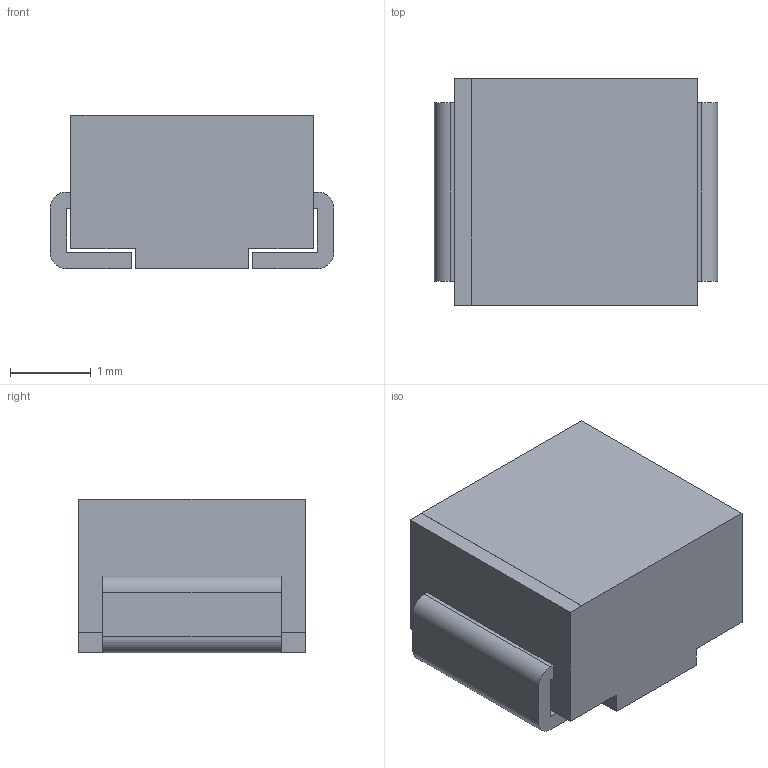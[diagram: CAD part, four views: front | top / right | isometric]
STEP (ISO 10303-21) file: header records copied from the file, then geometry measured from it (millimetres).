
FILE_DESCRIPTION (( 'STEP AP214' ), '1' );
FILE_NAME ('3528.STEP', '2012-08-20T04:59:36', ( 'User' ), ( 'Microsoft' ), 'SwSTEP 2.0', 'SolidWorks 2011', '' );
FILE_SCHEMA (( 'AUTOMOTIVE_DESIGN' ));
Length unit declared in the file: millimetre
Products named in the file (1): 3528
Bounding box: 3.5 x 2.8 x 1.9 mm (x, y, z)
Volume: 16.3 mm3; surface area: 54.4 mm2
Topology: 1 solids, 1 shells, 38 faces, 102 edges, 68 vertices
Faces by surface type: plane 30, cylinder 8
Entity records: 1337 total; most frequent: CARTESIAN_POINT 209, ORIENTED_EDGE 204, DIRECTION 196, EDGE_CURVE 102, LINE 86, VECTOR 86, VERTEX_POINT 68, AXIS2_PLACEMENT_3D 55
